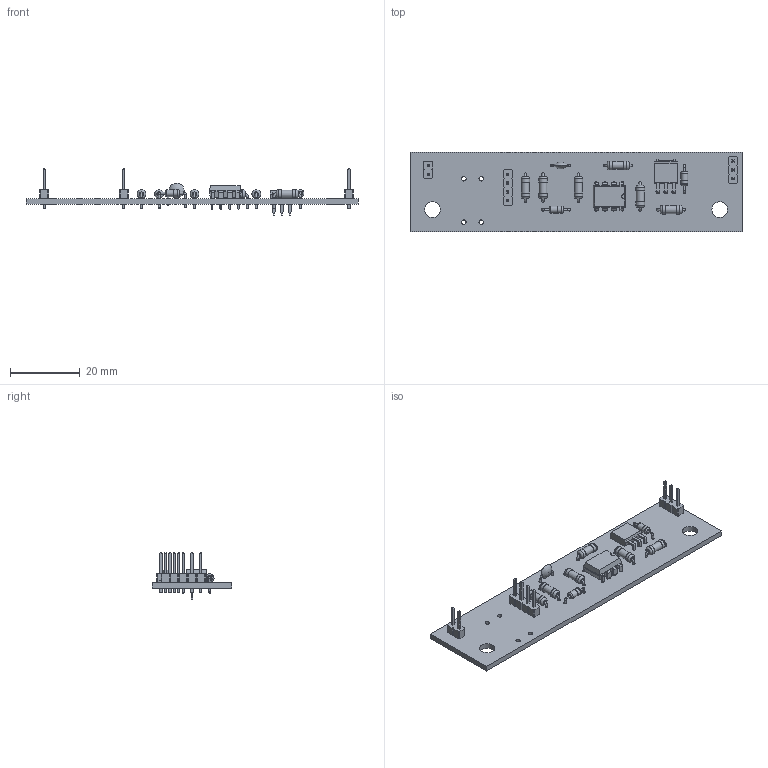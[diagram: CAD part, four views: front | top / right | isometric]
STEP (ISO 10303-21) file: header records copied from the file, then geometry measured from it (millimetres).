
FILE_DESCRIPTION(('KiCad electronic assembly'),'2;1');
FILE_NAME('PWM-to-DC.step','2025-02-21T19:16:47',('Pcbnew'),('Kicad'), 'Open CASCADE STEP processor 7.8','KiCad to STEP converter','Unknown' );
FILE_SCHEMA(('AUTOMOTIVE_DESIGN { 1 0 10303 214 1 1 1 1 }'));
Length unit declared in the file: millimetre
Products named in the file (18): PWM-to-DC 1; R_Axial_DIN0207_L6.3mm_D2.5mm_P7.62mm_Horizontal; R_Axial_DIN0207_L63mm_D25mm_P762mm_Horizontal; D_DO-35_SOD27_P7.62mm_Horizontal; DIP-8_W7.62mm; PinHeader_1x04_P2.54mm_Vertical; PinHeader_1x04_P254mm_Vertical; PinHeader_1x03_P2.54mm_Vertical; PinHeader_1x03_P254mm_Vertical; TO-251-3-1EP_Horizontal_TabDown; C_Disc_D4.3mm_W1.9mm_P5.00mm; C_Disc_D43mm_W19mm_P500mm; PinHeader_1x02_P2.54mm_Vertical; PinHeader_1x02_P254mm_Vertical; PWM-to-DC_PCB
Assembly tree (23 placements, depth 3):
  PWM-to-DC 1
    R_Axial_DIN0207_L6.3mm_D2.5mm_P7.62mm_Horizontal  x6
      R_Axial_DIN0207_L63mm_D25mm_P762mm_Horizontal
    D_DO-35_SOD27_P7.62mm_Horizontal  x2
      D_DO-35_SOD27_P7.62mm_Horizontal
    DIP-8_W7.62mm
      DIP-8_W7.62mm
    PinHeader_1x04_P2.54mm_Vertical
      PinHeader_1x04_P254mm_Vertical
    PinHeader_1x03_P2.54mm_Vertical
      PinHeader_1x03_P254mm_Vertical
    TO-251-3-1EP_Horizontal_TabDown
      TO-251-3-1EP_Horizontal_TabDown
    C_Disc_D4.3mm_W1.9mm_P5.00mm
      C_Disc_D43mm_W19mm_P500mm
    PinHeader_1x02_P2.54mm_Vertical
      PinHeader_1x02_P254mm_Vertical
    PWM-to-DC_PCB
Bounding box: 95.46 x 22.86 x 13.38 mm (x, y, z)
Volume: 4079.5 mm3; surface area: 6413.8 mm2
Topology: 17 solids, 17 shells, 646 faces, 1527 edges, 959 vertices
Faces by surface type: plane 480, cylinder 110, torus 32, bspline 20, revolution 2, sphere 2
Full cylindrical faces by diameter (mm): 0.5 x10, 0.6 x12, 0.8 x26, 1 x9, 1.1 x3, 1.3 x4, 2 x4, 2.02 x2, 2.25 x6, 2.5 x12, 4.5 x2
Entity records: 21070 total; most frequent: CARTESIAN_POINT 3776, ORIENTED_EDGE 2772, DIRECTION 2656, EDGE_CURVE 1386, LINE 1182, VECTOR 1182, VERTEX_POINT 875, AXIS2_PLACEMENT_3D 736
